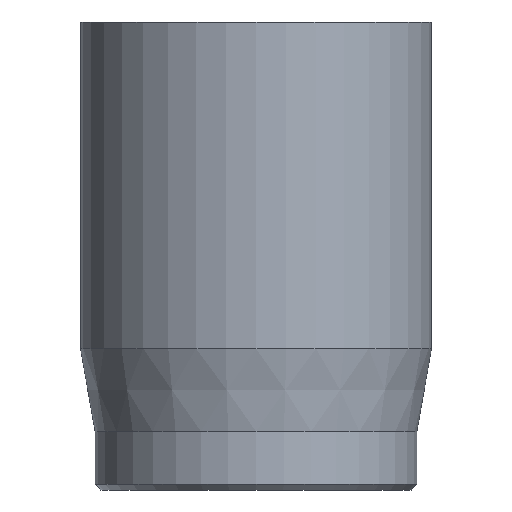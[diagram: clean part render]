
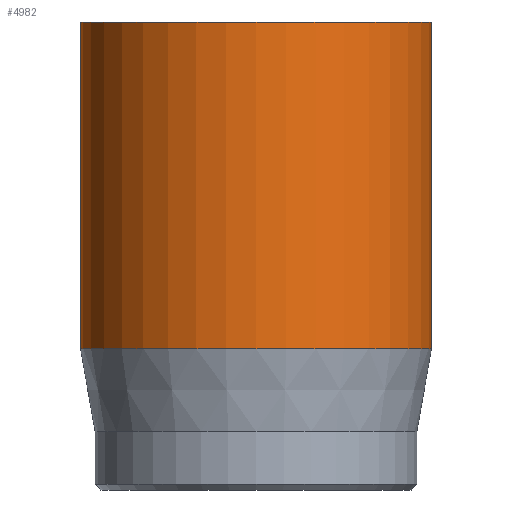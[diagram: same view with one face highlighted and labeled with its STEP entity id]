
A CAD part, front view. The second image highlights one B-rep face of the part: STEP entity #4982.
In plain terms, the highlighted cylindrical face has radius 3 mm (diameter 6 mm), a full revolution.
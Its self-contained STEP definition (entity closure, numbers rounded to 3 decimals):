
#40=CYLINDRICAL_SURFACE('',#5199,3.);
#57=CIRCLE('',#5172,3.);
#69=CIRCLE('',#5197,3.);
#70=CIRCLE('',#5198,3.);
#414=FACE_OUTER_BOUND('',#709,.T.);
#709=EDGE_LOOP('',(#4257,#4258,#4259,#4260,#4261));
#1064=LINE('',#8995,#1432);
#1432=VECTOR('',#5719,3.);
#2230=VERTEX_POINT('',#8946);
#2242=VERTEX_POINT('',#8989);
#2243=VERTEX_POINT('',#8990);
#2915=EDGE_CURVE('',#2230,#2230,#57,.T.);
#2933=EDGE_CURVE('',#2242,#2243,#69,.T.);
#2934=EDGE_CURVE('',#2243,#2242,#70,.T.);
#2936=EDGE_CURVE('',#2230,#2242,#1064,.T.);
#4257=ORIENTED_EDGE('',*,*,#2915,.T.);
#4258=ORIENTED_EDGE('',*,*,#2936,.T.);
#4259=ORIENTED_EDGE('',*,*,#2933,.T.);
#4260=ORIENTED_EDGE('',*,*,#2934,.T.);
#4261=ORIENTED_EDGE('',*,*,#2936,.F.);
#4982=ADVANCED_FACE('',(#414),#40,.T.);
#5172=AXIS2_PLACEMENT_3D('',#8947,#5656,#5657);
#5197=AXIS2_PLACEMENT_3D('',#8991,#5712,#5713);
#5198=AXIS2_PLACEMENT_3D('',#8992,#5714,#5715);
#5199=AXIS2_PLACEMENT_3D('',#8994,#5717,#5718);
#5656=DIRECTION('center_axis',(0.,0.,-1.));
#5657=DIRECTION('ref_axis',(-1.,0.,0.));
#5712=DIRECTION('center_axis',(0.,0.,1.));
#5713=DIRECTION('ref_axis',(-1.,0.,0.));
#5714=DIRECTION('center_axis',(0.,0.,1.));
#5715=DIRECTION('ref_axis',(-1.,0.,0.));
#5717=DIRECTION('center_axis',(0.,0.,1.));
#5718=DIRECTION('ref_axis',(-1.,0.,0.));
#5719=DIRECTION('',(0.,0.,-1.));
#8946=CARTESIAN_POINT('',(3.,0.,8.));
#8947=CARTESIAN_POINT('Origin',(0.,0.,8.));
#8989=CARTESIAN_POINT('',(3.,0.,2.418));
#8990=CARTESIAN_POINT('',(-3.,0.,2.418));
#8991=CARTESIAN_POINT('Origin',(0.,0.,2.418));
#8992=CARTESIAN_POINT('Origin',(0.,0.,2.418));
#8994=CARTESIAN_POINT('Origin',(0.,0.,0.));
#8995=CARTESIAN_POINT('',(3.,0.,0.));
